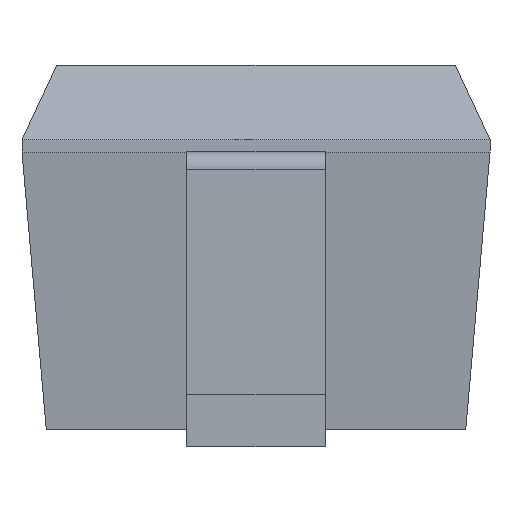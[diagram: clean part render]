
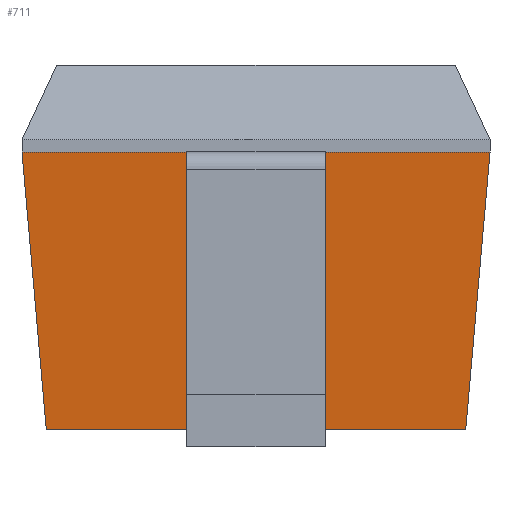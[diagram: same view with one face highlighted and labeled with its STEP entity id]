
A CAD part, front view. The second image highlights one B-rep face of the part: STEP entity #711.
In plain terms, the highlighted planar face has unit normal (0, -0.996, -0.087).
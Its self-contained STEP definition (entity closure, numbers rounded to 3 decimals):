
#35=FACE_OUTER_BOUND('',#79,.T.);
#79=EDGE_LOOP('',(#477,#478,#479,#480));
#122=LINE('',#1026,#214);
#126=LINE('',#1035,#218);
#129=LINE('',#1040,#221);
#130=LINE('',#1041,#222);
#214=VECTOR('',#827,10.);
#218=VECTOR('',#833,10.);
#221=VECTOR('',#838,10.);
#222=VECTOR('',#839,10.);
#306=VERTEX_POINT('',#1023);
#307=VERTEX_POINT('',#1025);
#310=VERTEX_POINT('',#1032);
#311=VERTEX_POINT('',#1034);
#370=EDGE_CURVE('',#306,#307,#122,.T.);
#374=EDGE_CURVE('',#310,#311,#126,.T.);
#377=EDGE_CURVE('',#306,#311,#129,.T.);
#378=EDGE_CURVE('',#310,#307,#130,.T.);
#477=ORIENTED_EDGE('',*,*,#377,.T.);
#478=ORIENTED_EDGE('',*,*,#374,.F.);
#479=ORIENTED_EDGE('',*,*,#378,.T.);
#480=ORIENTED_EDGE('',*,*,#370,.F.);
#671=PLANE('',#772);
#711=ADVANCED_FACE('',(#35),#671,.T.);
#772=AXIS2_PLACEMENT_3D('',#1039,#836,#837);
#827=DIRECTION('',(-0.087,-0.087,0.992));
#833=DIRECTION('',(-0.087,0.087,-0.992));
#836=DIRECTION('center_axis',(0.,-0.996,-0.087));
#837=DIRECTION('ref_axis',(0.,0.087,-0.996));
#838=DIRECTION('',(1.,0.,0.));
#839=DIRECTION('',(-1.,0.,0.));
#1023=CARTESIAN_POINT('',(-0.605,-0.83,0.05));
#1025=CARTESIAN_POINT('',(-0.675,-0.9,0.85));
#1026=CARTESIAN_POINT('',(-0.605,-0.83,0.05));
#1032=CARTESIAN_POINT('',(0.675,-0.9,0.85));
#1034=CARTESIAN_POINT('',(0.605,-0.83,0.05));
#1035=CARTESIAN_POINT('',(0.675,-0.9,0.85));
#1039=CARTESIAN_POINT('Origin',(0.338,-0.865,0.45));
#1040=CARTESIAN_POINT('',(0.338,-0.83,0.05));
#1041=CARTESIAN_POINT('',(0.338,-0.9,0.85));
